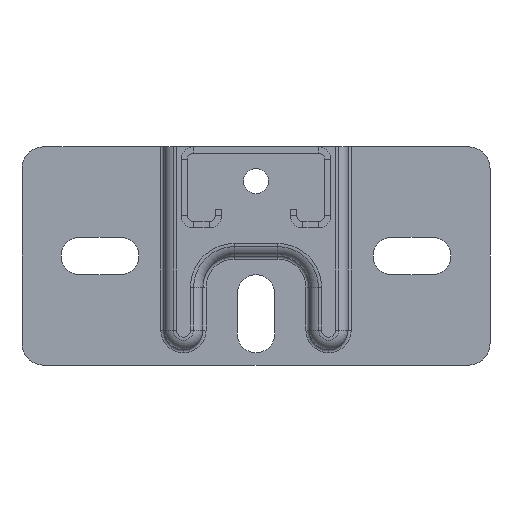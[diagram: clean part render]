
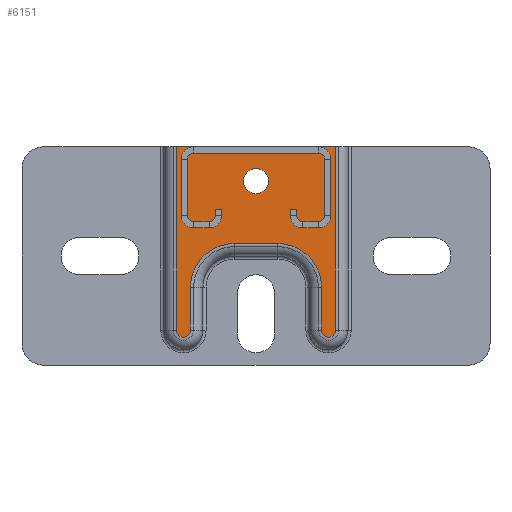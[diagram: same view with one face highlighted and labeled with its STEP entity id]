
A CAD part, front view. The second image highlights one B-rep face of the part: STEP entity #6151.
In plain terms, the highlighted planar face has unit normal (0, -1, 0).
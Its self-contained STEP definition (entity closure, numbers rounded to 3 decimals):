
#238 = EDGE_LOOP ( 'NONE', ( #1409, #2174 ) ) ;
#313 = CIRCLE ( 'NONE', #432, 4. ) ;
#432 = AXIS2_PLACEMENT_3D ( 'NONE', #5276, #1745, #5864 ) ;
#449 = CARTESIAN_POINT ( 'NONE',  ( 25.5, -9., 70. ) ) ;
#500 = CARTESIAN_POINT ( 'NONE',  ( -21., -9., 11.25 ) ) ;
#601 = DIRECTION ( 'NONE',  ( 1., 0., 0. ) ) ;
#613 = DIRECTION ( 'NONE',  ( 0., 0., -1. ) ) ;
#617 = ORIENTED_EDGE ( 'NONE', *, *, #4328, .T. ) ;
#701 = CARTESIAN_POINT ( 'NONE',  ( -7., -9., 25. ) ) ;
#753 = DIRECTION ( 'NONE',  ( 0., 1., 0. ) ) ;
#824 = AXIS2_PLACEMENT_3D ( 'NONE', #2360, #2474, #2454 ) ;
#828 = ORIENTED_EDGE ( 'NONE', *, *, #2699, .T. ) ;
#968 = EDGE_CURVE ( 'NONE', #3592, #6392, #2181, .T. ) ;
#1029 = CARTESIAN_POINT ( 'NONE',  ( -4., -9., 59. ) ) ;
#1032 = FACE_BOUND ( 'NONE', #238, .T. ) ;
#1097 = DIRECTION ( 'NONE',  ( 0., 0., 1. ) ) ;
#1124 = CARTESIAN_POINT ( 'NONE',  ( -25.5, -9., 11.25 ) ) ;
#1126 = ORIENTED_EDGE ( 'NONE', *, *, #5494, .T. ) ;
#1308 = EDGE_CURVE ( 'NONE', #1618, #2549, #1494, .T. ) ;
#1370 = EDGE_CURVE ( 'NONE', #6392, #1761, #4811, .T. ) ;
#1409 = ORIENTED_EDGE ( 'NONE', *, *, #3940, .F. ) ;
#1494 = CIRCLE ( 'NONE', #6555, 4. ) ;
#1515 = CARTESIAN_POINT ( 'NONE',  ( -23.25, -9., 11.25 ) ) ;
#1541 = VECTOR ( 'NONE', #613, 1000. ) ;
#1618 = VERTEX_POINT ( 'NONE', #6549 ) ;
#1692 = DIRECTION ( 'NONE',  ( 0., 1., 0. ) ) ;
#1745 = DIRECTION ( 'NONE',  ( 0., -1., 0. ) ) ;
#1761 = VERTEX_POINT ( 'NONE', #3641 ) ;
#2146 = DIRECTION ( 'NONE',  ( 1., 0., 0. ) ) ;
#2174 = ORIENTED_EDGE ( 'NONE', *, *, #1308, .F. ) ;
#2181 = CIRCLE ( 'NONE', #5953, 14. ) ;
#2202 = EDGE_CURVE ( 'NONE', #1761, #4069, #3713, .T. ) ;
#2261 = CARTESIAN_POINT ( 'NONE',  ( 0., -9., 59. ) ) ;
#2355 = DIRECTION ( 'NONE',  ( -1., 0., 0. ) ) ;
#2360 = CARTESIAN_POINT ( 'NONE',  ( 7., -9., 25. ) ) ;
#2386 = DIRECTION ( 'NONE',  ( 0., -1., 0. ) ) ;
#2402 = ORIENTED_EDGE ( 'NONE', *, *, #6644, .T. ) ;
#2430 = LINE ( 'NONE', #6991, #3781 ) ;
#2451 = CARTESIAN_POINT ( 'NONE',  ( 25.5, -9., 11.25 ) ) ;
#2454 = DIRECTION ( 'NONE',  ( 1., 0., 0. ) ) ;
#2474 = DIRECTION ( 'NONE',  ( 0., 1., 0. ) ) ;
#2549 = VERTEX_POINT ( 'NONE', #1029 ) ;
#2643 = CIRCLE ( 'NONE', #7586, 2.25 ) ;
#2699 = EDGE_CURVE ( 'NONE', #4069, #6518, #3169, .T. ) ;
#2711 = DIRECTION ( 'NONE',  ( -1., 0., 0. ) ) ;
#2870 = DIRECTION ( 'NONE',  ( 1., 0., 0. ) ) ;
#2967 = DIRECTION ( 'NONE',  ( 0., -1., 0. ) ) ;
#2968 = ORIENTED_EDGE ( 'NONE', *, *, #7483, .T. ) ;
#3028 = AXIS2_PLACEMENT_3D ( 'NONE', #5223, #1692, #5819 ) ;
#3053 = CARTESIAN_POINT ( 'NONE',  ( 21., -9., 11.25 ) ) ;
#3076 = CARTESIAN_POINT ( 'NONE',  ( -21., -9., 11.25 ) ) ;
#3103 = CARTESIAN_POINT ( 'NONE',  ( 25.5, -9., 11.25 ) ) ;
#3130 = VERTEX_POINT ( 'NONE', #1124 ) ;
#3169 = LINE ( 'NONE', #3053, #1541 ) ;
#3183 = VERTEX_POINT ( 'NONE', #2451 ) ;
#3263 = LINE ( 'NONE', #3846, #6352 ) ;
#3426 = ORIENTED_EDGE ( 'NONE', *, *, #2202, .T. ) ;
#3592 = VERTEX_POINT ( 'NONE', #4578 ) ;
#3641 = CARTESIAN_POINT ( 'NONE',  ( 7., -9., 39. ) ) ;
#3713 = CIRCLE ( 'NONE', #824, 14. ) ;
#3781 = VECTOR ( 'NONE', #4618, 1000. ) ;
#3792 = VECTOR ( 'NONE', #4261, 1000. ) ;
#3846 = CARTESIAN_POINT ( 'NONE',  ( -29.5, -9., 70. ) ) ;
#3864 = ORIENTED_EDGE ( 'NONE', *, *, #5088, .T. ) ;
#3940 = EDGE_CURVE ( 'NONE', #2549, #1618, #313, .T. ) ;
#4069 = VERTEX_POINT ( 'NONE', #6098 ) ;
#4175 = EDGE_CURVE ( 'NONE', #4738, #4440, #3263, .T. ) ;
#4261 = DIRECTION ( 'NONE',  ( 0., 0., 1. ) ) ;
#4323 = VECTOR ( 'NONE', #1097, 1000. ) ;
#4328 = EDGE_CURVE ( 'NONE', #6518, #3183, #5050, .T. ) ;
#4440 = VERTEX_POINT ( 'NONE', #5981 ) ;
#4556 = EDGE_LOOP ( 'NONE', ( #617, #3864, #6367, #1126, #2402, #2968, #7527, #4663, #3426, #828 ) ) ;
#4578 = CARTESIAN_POINT ( 'NONE',  ( -21., -9., 25. ) ) ;
#4584 = CARTESIAN_POINT ( 'NONE',  ( -23.25, -9., 39. ) ) ;
#4618 = DIRECTION ( 'NONE',  ( 0., 0., -1. ) ) ;
#4663 = ORIENTED_EDGE ( 'NONE', *, *, #1370, .T. ) ;
#4738 = VERTEX_POINT ( 'NONE', #449 ) ;
#4811 = LINE ( 'NONE', #4584, #6034 ) ;
#4845 = CARTESIAN_POINT ( 'NONE',  ( -7., -9., 39. ) ) ;
#4914 = AXIS2_PLACEMENT_3D ( 'NONE', #6430, #2967, #7006 ) ;
#5050 = CIRCLE ( 'NONE', #4914, 2.25 ) ;
#5088 = EDGE_CURVE ( 'NONE', #3183, #4738, #5351, .T. ) ;
#5223 = CARTESIAN_POINT ( 'NONE',  ( -23.25, -9., 11.25 ) ) ;
#5276 = CARTESIAN_POINT ( 'NONE',  ( 0., -9., 59. ) ) ;
#5351 = LINE ( 'NONE', #3103, #3792 ) ;
#5494 = EDGE_CURVE ( 'NONE', #4440, #3130, #2430, .T. ) ;
#5651 = DIRECTION ( 'NONE',  ( 0., -1., 0. ) ) ;
#5819 = DIRECTION ( 'NONE',  ( 1., 0., 0. ) ) ;
#5864 = DIRECTION ( 'NONE',  ( -1., 0., 0. ) ) ;
#5953 = AXIS2_PLACEMENT_3D ( 'NONE', #701, #753, #601 ) ;
#5981 = CARTESIAN_POINT ( 'NONE',  ( -25.5, -9., 70. ) ) ;
#6034 = VECTOR ( 'NONE', #2870, 1000. ) ;
#6098 = CARTESIAN_POINT ( 'NONE',  ( 21., -9., 25. ) ) ;
#6101 = CARTESIAN_POINT ( 'NONE',  ( 21., -9., 11.25 ) ) ;
#6151 = ADVANCED_FACE ( 'NONE', ( #1032, #7124 ), #7008, .F. ) ;
#6352 = VECTOR ( 'NONE', #2711, 1000. ) ;
#6367 = ORIENTED_EDGE ( 'NONE', *, *, #4175, .T. ) ;
#6392 = VERTEX_POINT ( 'NONE', #4845 ) ;
#6430 = CARTESIAN_POINT ( 'NONE',  ( 23.25, -9., 11.25 ) ) ;
#6518 = VERTEX_POINT ( 'NONE', #6101 ) ;
#6549 = CARTESIAN_POINT ( 'NONE',  ( 4., -9., 59. ) ) ;
#6555 = AXIS2_PLACEMENT_3D ( 'NONE', #2261, #2386, #2355 ) ;
#6644 = EDGE_CURVE ( 'NONE', #3130, #7078, #2643, .T. ) ;
#6991 = CARTESIAN_POINT ( 'NONE',  ( -25.5, -9., 11.25 ) ) ;
#7006 = DIRECTION ( 'NONE',  ( 1., 0., 0. ) ) ;
#7008 = PLANE ( 'NONE',  #3028 ) ;
#7078 = VERTEX_POINT ( 'NONE', #3076 ) ;
#7124 = FACE_OUTER_BOUND ( 'NONE', #4556, .T. ) ;
#7483 = EDGE_CURVE ( 'NONE', #7078, #3592, #7645, .T. ) ;
#7527 = ORIENTED_EDGE ( 'NONE', *, *, #968, .T. ) ;
#7586 = AXIS2_PLACEMENT_3D ( 'NONE', #1515, #5651, #2146 ) ;
#7645 = LINE ( 'NONE', #500, #4323 ) ;
